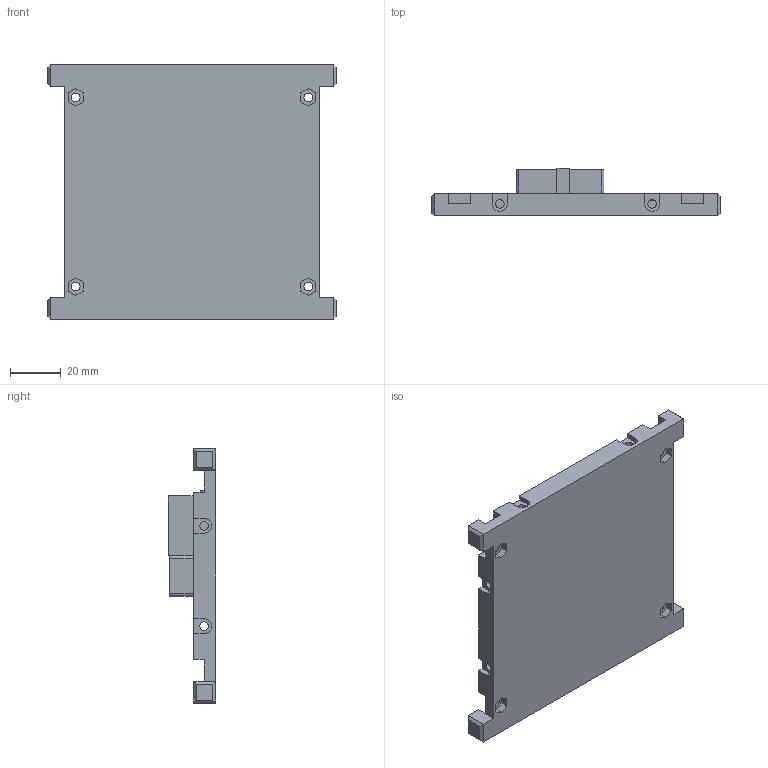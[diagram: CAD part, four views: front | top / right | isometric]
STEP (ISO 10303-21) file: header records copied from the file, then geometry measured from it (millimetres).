
FILE_DESCRIPTION (( 'STEP AP203' ), '1' );
FILE_NAME ('Íåñóùàÿ ñòåíêà 1.STEP', '2026-02-07T10:22:24', ( '' ), ( '' ), 'SwSTEP 2.0', 'SolidWorks 2024', '' );
FILE_SCHEMA (( 'CONFIG_CONTROL_DESIGN' ));
Length unit declared in the file: millimetre
Products named in the file (1): Несущая стенка 1
Bounding box: 113.5 x 18.5 x 100 mm (x, y, z)
Volume: 43016.4 mm3; surface area: 31676 mm2
Topology: 1 solids, 1 shells, 245 faces, 664 edges, 434 vertices
Faces by surface type: plane 201, cylinder 44
Entity records: 7731 total; most frequent: CARTESIAN_POINT 1360, ORIENTED_EDGE 1328, DIRECTION 1240, EDGE_CURVE 664, LINE 572, VECTOR 572, VERTEX_POINT 434, AXIS2_PLACEMENT_3D 334
